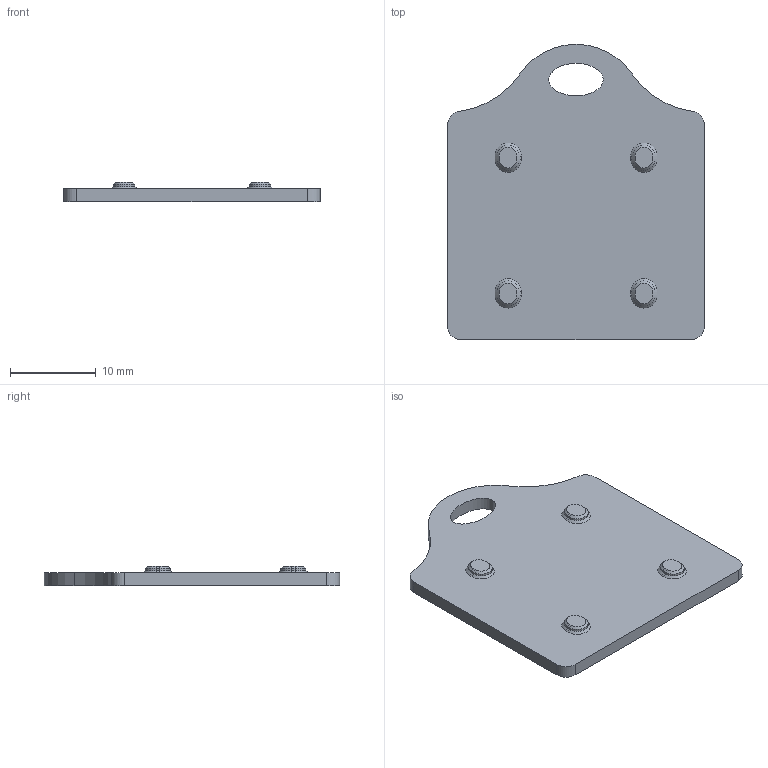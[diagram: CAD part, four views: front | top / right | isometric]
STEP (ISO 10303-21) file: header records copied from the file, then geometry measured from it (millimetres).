
FILE_DESCRIPTION(/* description */ (''),/* implementation_level */ '2;1');
FILE_NAME(/* name */ 'Keychain Base_1.stp',/* time_stamp */ '2025-04-10T01:22:12-04:00',/* author */ ('Ryan'),/* organization */ (''),/* preprocessor_version */ 'ST-DEVELOPER v20',/* originating_system */ 'Autodesk Inventor 2024',/* authorisation */ '');
FILE_SCHEMA (('AUTOMOTIVE_DESIGN { 1 0 10303 214 3 1 1 }'));
Length unit declared in the file: inch
Products named in the file (1): Keychain Base_1
Bounding box: 30 x 34.55 x 2.29 mm (x, y, z)
Volume: 1375.6 mm3; surface area: 1998.8 mm2
Topology: 1 solids, 1 shells, 65 faces, 145 edges, 86 vertices
Faces by surface type: plane 33, cone 16, cylinder 15, bspline 1
Entity records: 1833 total; most frequent: DIRECTION 323, CARTESIAN_POINT 314, ORIENTED_EDGE 290, EDGE_CURVE 145, AXIS2_PLACEMENT_3D 113, LINE 97, VECTOR 97, VERTEX_POINT 86
